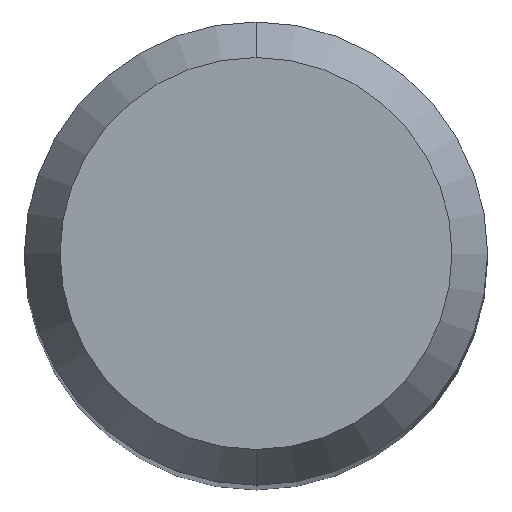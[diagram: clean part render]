
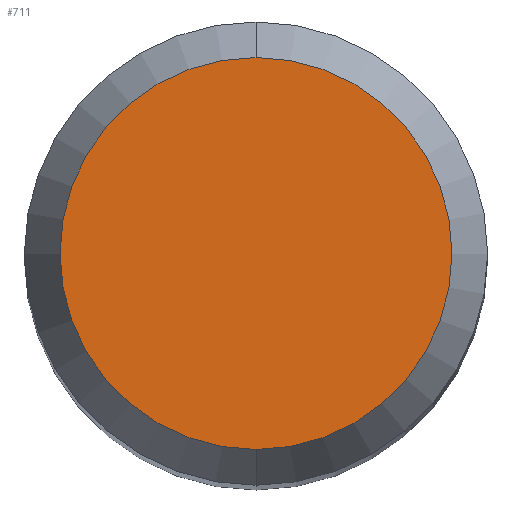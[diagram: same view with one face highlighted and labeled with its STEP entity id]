
A CAD part, top view. The second image highlights one B-rep face of the part: STEP entity #711.
In plain terms, the highlighted planar face has unit normal (0, 0, 1).
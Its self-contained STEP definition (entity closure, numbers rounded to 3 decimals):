
#443=EDGE_CURVE('',#581,#1075,#1188,.T.);
#581=VERTEX_POINT('',#1343);
#711=ADVANCED_FACE('',(#1483),#1484,.T.);
#1075=VERTEX_POINT('',#1879);
#1097=EDGE_CURVE('',#1075,#581,#1902,.T.);
#1188=CIRCLE('',#2587,2.538);
#1343=CARTESIAN_POINT('',(0.0,2.538,0.0));
#1483=FACE_OUTER_BOUND('',#5134,.T.);
#1484=PLANE('',#5135);
#1879=CARTESIAN_POINT('',(0.,-2.538,0.0));
#1902=CIRCLE('',#7902,2.538);
#2587=AXIS2_PLACEMENT_3D('',#8006,#8007,#8008);
#5134=EDGE_LOOP('',(#8334,#8335));
#5135=AXIS2_PLACEMENT_3D('',#8336,#8337,#8338);
#7902=AXIS2_PLACEMENT_3D('',#8791,#8792,#8793);
#8006=CARTESIAN_POINT('',(0.0,0.0,0.0));
#8007=DIRECTION('',(0.0,0.0,-1.0));
#8008=DIRECTION('',(0.0,1.0,0.0));
#8334=ORIENTED_EDGE('',*,*,#443,.F.);
#8335=ORIENTED_EDGE('',*,*,#1097,.F.);
#8336=CARTESIAN_POINT('',(0.0,1.269,0.0));
#8337=DIRECTION('',(-0.0,0.0,1.0));
#8338=DIRECTION('',(0.0,-1.0,0.0));
#8791=CARTESIAN_POINT('',(0.0,0.0,0.0));
#8792=DIRECTION('',(0.0,0.0,-1.0));
#8793=DIRECTION('',(0.0,1.0,0.0));
